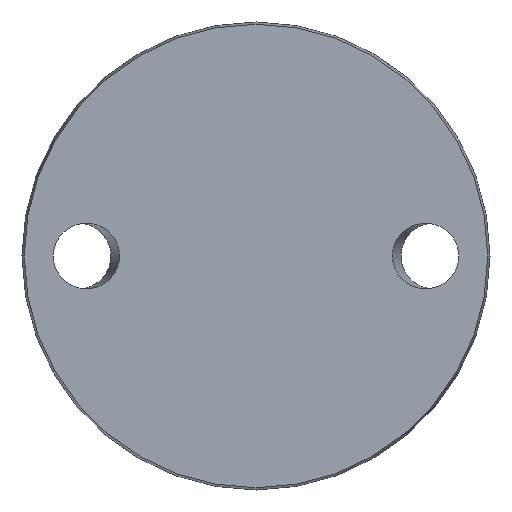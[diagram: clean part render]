
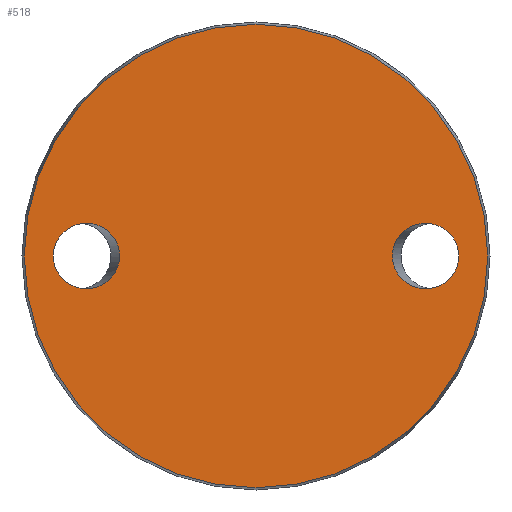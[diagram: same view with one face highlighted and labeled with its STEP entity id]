
A CAD part, front view. The second image highlights one B-rep face of the part: STEP entity #518.
In plain terms, the highlighted planar face has unit normal (0, -1, 0).
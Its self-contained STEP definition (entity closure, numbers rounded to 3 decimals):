
#23 = CARTESIAN_POINT ( 'NONE',  ( -58.425, 0., 0. ) ) ;
#45 = EDGE_CURVE ( 'NONE', #166, #166, #274, .T. ) ;
#83 = AXIS2_PLACEMENT_3D ( 'NONE', #623, #562, #508 ) ;
#104 = CARTESIAN_POINT ( 'NONE',  ( 0., 0., -58.425 ) ) ;
#147 = DIRECTION ( 'NONE',  ( 0., 0., 1. ) ) ;
#155 = CARTESIAN_POINT ( 'NONE',  ( -51.115, 0., -16.5 ) ) ;
#162 = CARTESIAN_POINT ( 'NONE',  ( 51.115, 0., 16.5 ) ) ;
#166 = VERTEX_POINT ( 'NONE', #222 ) ;
#168 = AXIS2_PLACEMENT_3D ( 'NONE', #23, #291, #147 ) ;
#186 = ORIENTED_EDGE ( 'NONE', *, *, #45, .T. ) ;
#219 = EDGE_LOOP ( 'NONE', ( #432 ) ) ;
#222 = CARTESIAN_POINT ( 'NONE',  ( 51.115, 0., 0. ) ) ;
#244 = EDGE_LOOP ( 'NONE', ( #552 ) ) ;
#270 = FACE_BOUND ( 'NONE', #219, .T. ) ;
#273 = PLANE ( 'NONE',  #168 ) ;
#274 =( BOUNDED_CURVE ( )  B_SPLINE_CURVE ( 3, ( #484, #412, #340, #650, #767, #162, #658 ),
 .UNSPECIFIED., .T., .F. ) 
 B_SPLINE_CURVE_WITH_KNOTS ( ( 4, 3, 4 ),
 ( 0., 3.142, 6.283 ),
 .UNSPECIFIED. ) 
 CURVE ( )  GEOMETRIC_REPRESENTATION_ITEM ( )  RATIONAL_B_SPLINE_CURVE ( ( 1., 0.333, 0.333, 1., 0.333, 0.333, 1. ) ) 
 REPRESENTATION_ITEM ( '' )  );
#291 = DIRECTION ( 'NONE',  ( 0., 1., 0. ) ) ;
#329 = CARTESIAN_POINT ( 'NONE',  ( -34.385, 0., 16.5 ) ) ;
#331 = CIRCLE ( 'NONE', #83, 58.425 ) ;
#340 = CARTESIAN_POINT ( 'NONE',  ( 34.385, 0., -16.5 ) ) ;
#374 = EDGE_LOOP ( 'NONE', ( #186 ) ) ;
#377 = EDGE_CURVE ( 'NONE', #483, #483, #331, .T. ) ;
#392 = CARTESIAN_POINT ( 'NONE',  ( -51.115, 0., 0. ) ) ;
#412 = CARTESIAN_POINT ( 'NONE',  ( 51.115, 0., -16.5 ) ) ;
#432 = ORIENTED_EDGE ( 'NONE', *, *, #568, .T. ) ;
#483 = VERTEX_POINT ( 'NONE', #104 ) ;
#484 = CARTESIAN_POINT ( 'NONE',  ( 51.115, 0., 0. ) ) ;
#507 = CARTESIAN_POINT ( 'NONE',  ( -51.115, 0., 0. ) ) ;
#508 = DIRECTION ( 'NONE',  ( 0., 0., -1. ) ) ;
#518 = ADVANCED_FACE ( 'NONE', ( #270, #759, #588 ), #273, .F. ) ;
#552 = ORIENTED_EDGE ( 'NONE', *, *, #377, .T. ) ;
#562 = DIRECTION ( 'NONE',  ( 0., -1., 0. ) ) ;
#568 = EDGE_CURVE ( 'NONE', #616, #616, #730, .T. ) ;
#576 = CARTESIAN_POINT ( 'NONE',  ( -34.385, 0., -16.5 ) ) ;
#588 = FACE_OUTER_BOUND ( 'NONE', #244, .T. ) ;
#616 = VERTEX_POINT ( 'NONE', #507 ) ;
#623 = CARTESIAN_POINT ( 'NONE',  ( 0., 0., 0. ) ) ;
#650 = CARTESIAN_POINT ( 'NONE',  ( 34.385, 0., 0. ) ) ;
#658 = CARTESIAN_POINT ( 'NONE',  ( 51.115, 0., 0. ) ) ;
#698 = CARTESIAN_POINT ( 'NONE',  ( -51.115, 0., 16.5 ) ) ;
#700 = CARTESIAN_POINT ( 'NONE',  ( -51.115, 0., 0. ) ) ;
#710 = CARTESIAN_POINT ( 'NONE',  ( -34.385, 0., 0. ) ) ;
#730 =( BOUNDED_CURVE ( )  B_SPLINE_CURVE ( 3, ( #700, #698, #329, #710, #576, #155, #392 ),
 .UNSPECIFIED., .T., .F. ) 
 B_SPLINE_CURVE_WITH_KNOTS ( ( 4, 3, 4 ),
 ( 0., 3.142, 6.283 ),
 .UNSPECIFIED. ) 
 CURVE ( )  GEOMETRIC_REPRESENTATION_ITEM ( )  RATIONAL_B_SPLINE_CURVE ( ( 1., 0.333, 0.333, 1., 0.333, 0.333, 1. ) ) 
 REPRESENTATION_ITEM ( '' )  );
#759 = FACE_BOUND ( 'NONE', #374, .T. ) ;
#767 = CARTESIAN_POINT ( 'NONE',  ( 34.385, 0., 16.5 ) ) ;
